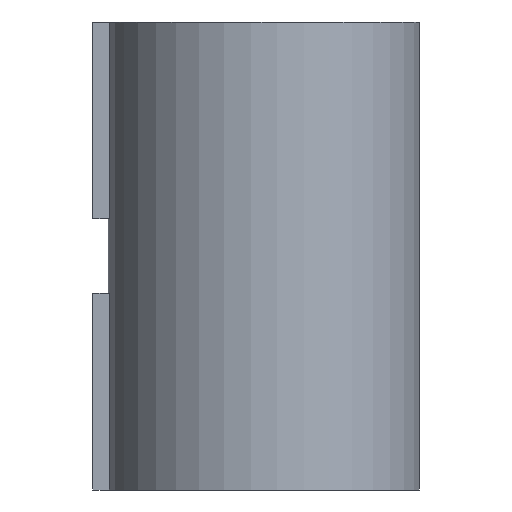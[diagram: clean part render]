
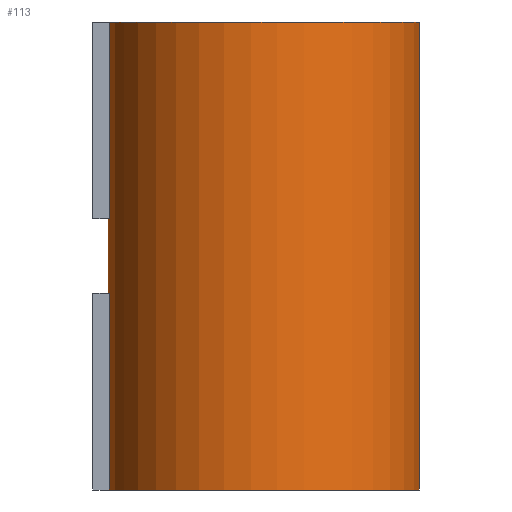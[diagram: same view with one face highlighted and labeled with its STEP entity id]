
A CAD part, left-side view. The second image highlights one B-rep face of the part: STEP entity #113.
In plain terms, the highlighted cylindrical face has radius 15 mm (diameter 30 mm), a partial arc.
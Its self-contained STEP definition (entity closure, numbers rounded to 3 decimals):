
#113 = ADVANCED_FACE( '', ( #221 ), #222, .T. );
#221 = FACE_OUTER_BOUND( '', #321, .T. );
#222 = CYLINDRICAL_SURFACE( '', #322, 15. );
#321 = EDGE_LOOP( '', ( #602, #603, #604, #605, #606, #607, #608, #609, #610, #611, #612, #613 ) );
#322 = AXIS2_PLACEMENT_3D( '', #614, #615, #616 );
#602 = ORIENTED_EDGE( '', *, *, #687, .F. );
#603 = ORIENTED_EDGE( '', *, *, #720, .F. );
#604 = ORIENTED_EDGE( '', *, *, #711, .F. );
#605 = ORIENTED_EDGE( '', *, *, #682, .F. );
#606 = ORIENTED_EDGE( '', *, *, #724, .F. );
#607 = ORIENTED_EDGE( '', *, *, #732, .F. );
#608 = ORIENTED_EDGE( '', *, *, #692, .F. );
#609 = ORIENTED_EDGE( '', *, *, #699, .T. );
#610 = ORIENTED_EDGE( '', *, *, #694, .T. );
#611 = ORIENTED_EDGE( '', *, *, #655, .T. );
#612 = ORIENTED_EDGE( '', *, *, #709, .T. );
#613 = ORIENTED_EDGE( '', *, *, #697, .T. );
#614 = CARTESIAN_POINT( '', ( 0., 0., 45. ) );
#615 = DIRECTION( '', ( 0., 0., 1. ) );
#616 = DIRECTION( '', ( -1., 0., 0. ) );
#655 = EDGE_CURVE( '', #794, #795, #796, .T. );
#682 = EDGE_CURVE( '', #834, #836, #837, .T. );
#687 = EDGE_CURVE( '', #842, #840, #844, .T. );
#692 = EDGE_CURVE( '', #851, #847, #853, .F. );
#694 = EDGE_CURVE( '', #855, #794, #856, .F. );
#697 = EDGE_CURVE( '', #859, #840, #860, .T. );
#699 = EDGE_CURVE( '', #851, #855, #862, .T. );
#709 = EDGE_CURVE( '', #795, #859, #877, .T. );
#711 = EDGE_CURVE( '', #836, #879, #880, .F. );
#720 = EDGE_CURVE( '', #879, #842, #892, .T. );
#724 = EDGE_CURVE( '', #896, #834, #898, .T. );
#732 = EDGE_CURVE( '', #847, #896, #908, .T. );
#794 = VERTEX_POINT( '', #993 );
#795 = VERTEX_POINT( '', #994 );
#796 = CIRCLE( '', #995, 15. );
#834 = VERTEX_POINT( '', #1052 );
#836 = VERTEX_POINT( '', #1055 );
#837 = CIRCLE( '', #1056, 15. );
#840 = VERTEX_POINT( '', #1060 );
#842 = VERTEX_POINT( '', #1063 );
#844 = LINE( '', #1066, #1067 );
#847 = VERTEX_POINT( '', #1070 );
#851 = VERTEX_POINT( '', #1076 );
#853 = LINE( '', #1079, #1080 );
#855 = VERTEX_POINT( '', #1082 );
#856 = LINE( '', #1083, #1084 );
#859 = VERTEX_POINT( '', #1088 );
#860 = CIRCLE( '', #1089, 15. );
#862 = CIRCLE( '', #1092, 15. );
#877 = LINE( '', #1115, #1116 );
#879 = VERTEX_POINT( '', #1118 );
#880 = LINE( '', #1119, #1120 );
#892 = CIRCLE( '', #1138, 15. );
#896 = VERTEX_POINT( '', #1143 );
#898 = LINE( '', #1146, #1147 );
#908 = CIRCLE( '', #1161, 15. );
#993 = CARTESIAN_POINT( '', ( 1.7, 14.903, 18.9 ) );
#994 = CARTESIAN_POINT( '', ( -1.7, 14.903, 18.9 ) );
#995 = AXIS2_PLACEMENT_3D( '', #1199, #1200, #1201 );
#1052 = CARTESIAN_POINT( '', ( 1.7, 14.903, 26.1 ) );
#1055 = CARTESIAN_POINT( '', ( -1.7, 14.903, 26.1 ) );
#1056 = AXIS2_PLACEMENT_3D( '', #1222, #1223, #1224 );
#1060 = CARTESIAN_POINT( '', ( -1.75, -14.898, 0. ) );
#1063 = CARTESIAN_POINT( '', ( -1.75, -14.898, 45. ) );
#1066 = CARTESIAN_POINT( '', ( -1.75, -14.898, 45. ) );
#1067 = VECTOR( '', #1228, 1000. );
#1070 = CARTESIAN_POINT( '', ( 1.75, -14.898, 45. ) );
#1076 = CARTESIAN_POINT( '', ( 1.75, -14.898, 0. ) );
#1079 = CARTESIAN_POINT( '', ( 1.75, -14.898, 45. ) );
#1080 = VECTOR( '', #1232, 1000. );
#1082 = CARTESIAN_POINT( '', ( 1.7, 14.903, 0. ) );
#1083 = CARTESIAN_POINT( '', ( 1.7, 14.903, 45. ) );
#1084 = VECTOR( '', #1233, 1000. );
#1088 = CARTESIAN_POINT( '', ( -1.7, 14.903, 0. ) );
#1089 = AXIS2_PLACEMENT_3D( '', #1235, #1236, #1237 );
#1092 = AXIS2_PLACEMENT_3D( '', #1239, #1240, #1241 );
#1115 = CARTESIAN_POINT( '', ( -1.7, 14.903, 45. ) );
#1116 = VECTOR( '', #1250, 1000. );
#1118 = CARTESIAN_POINT( '', ( -1.7, 14.903, 45. ) );
#1119 = CARTESIAN_POINT( '', ( -1.7, 14.903, 45. ) );
#1120 = VECTOR( '', #1251, 1000. );
#1138 = AXIS2_PLACEMENT_3D( '', #1258, #1259, #1260 );
#1143 = CARTESIAN_POINT( '', ( 1.7, 14.903, 45. ) );
#1146 = CARTESIAN_POINT( '', ( 1.7, 14.903, 45. ) );
#1147 = VECTOR( '', #1263, 1000. );
#1161 = AXIS2_PLACEMENT_3D( '', #1268, #1269, #1270 );
#1199 = CARTESIAN_POINT( '', ( 0., 0., 18.9 ) );
#1200 = DIRECTION( '', ( 0., 0., 1. ) );
#1201 = DIRECTION( '', ( 1., 0., 0. ) );
#1222 = CARTESIAN_POINT( '', ( 0., 0., 26.1 ) );
#1223 = DIRECTION( '', ( 0., 0., 1. ) );
#1224 = DIRECTION( '', ( 1., 0., 0. ) );
#1228 = DIRECTION( '', ( 0., 0., -1. ) );
#1232 = DIRECTION( '', ( 0., 0., -1. ) );
#1233 = DIRECTION( '', ( 0., 0., -1. ) );
#1235 = CARTESIAN_POINT( '', ( 0., 0., 0. ) );
#1236 = DIRECTION( '', ( 0., 0., 1. ) );
#1237 = DIRECTION( '', ( 1., 0., 0. ) );
#1239 = CARTESIAN_POINT( '', ( 0., 0., 0. ) );
#1240 = DIRECTION( '', ( 0., 0., 1. ) );
#1241 = DIRECTION( '', ( 1., 0., 0. ) );
#1250 = DIRECTION( '', ( 0., 0., -1. ) );
#1251 = DIRECTION( '', ( 0., 0., -1. ) );
#1258 = CARTESIAN_POINT( '', ( 0., 0., 45. ) );
#1259 = DIRECTION( '', ( 0., 0., 1. ) );
#1260 = DIRECTION( '', ( 1., 0., 0. ) );
#1263 = DIRECTION( '', ( 0., 0., -1. ) );
#1268 = CARTESIAN_POINT( '', ( 0., 0., 45. ) );
#1269 = DIRECTION( '', ( 0., 0., 1. ) );
#1270 = DIRECTION( '', ( 1., 0., 0. ) );
